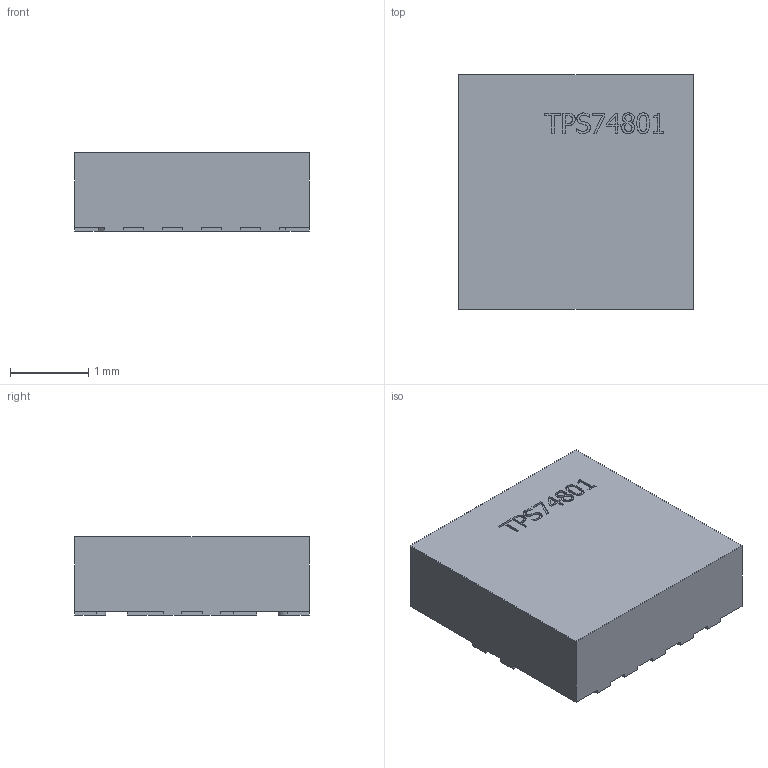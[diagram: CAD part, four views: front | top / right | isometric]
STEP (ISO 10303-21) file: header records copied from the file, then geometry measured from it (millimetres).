
FILE_DESCRIPTION(('FreeCAD Model'),'2;1');
FILE_NAME('User Library-TPS74801.step', '2019-12-14T12:49:35',('kicad StepUp'),('ksu MCAD'), 'Open CASCADE STEP processor 7.2','FreeCAD','Unknown');
FILE_SCHEMA(('AUTOMOTIVE_DESIGN { 1 0 10303 214 1 1 1 1 }'));
Length unit declared in the file: millimetre
Products named in the file (1): User_Library-TPS74801
Bounding box: 3 x 3 x 1 mm (x, y, z)
Volume: 8.8 mm3; surface area: 30.7 mm2
Topology: 1 solids, 1 shells, 199 faces, 552 edges, 368 vertices
Faces by surface type: plane 123, bspline 56, cylinder 20
Entity records: 8009 total; most frequent: CARTESIAN_POINT 1848, ORIENTED_EDGE 1104, DIRECTION 768, EDGE_CURVE 552, LINE 400, VECTOR 400, VERTEX_POINT 368, FACE_BOUND 212
